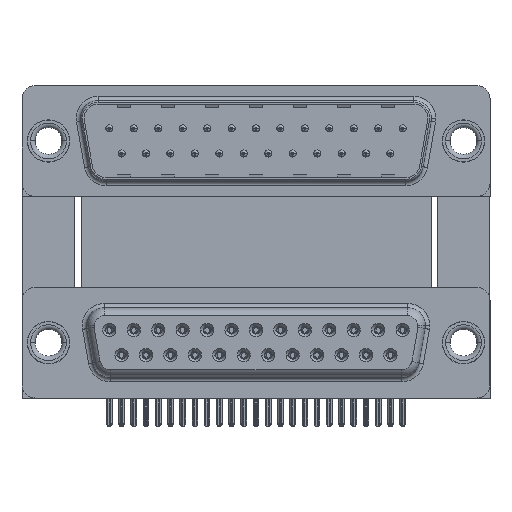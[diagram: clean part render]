
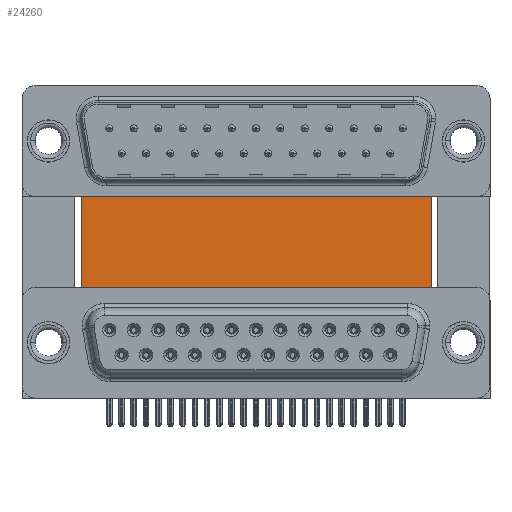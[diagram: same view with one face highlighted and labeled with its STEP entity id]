
A CAD part, top view. The second image highlights one B-rep face of the part: STEP entity #24260.
In plain terms, the highlighted planar face has unit normal (0, 0, 1).
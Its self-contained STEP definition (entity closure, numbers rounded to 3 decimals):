
#1527 = LINE ( 'NONE', #38391, #42583 ) ;
#3935 = EDGE_CURVE ( 'NONE', #26279, #42668, #4128, .T. ) ;
#4128 = LINE ( 'NONE', #15400, #24513 ) ;
#4162 = EDGE_CURVE ( 'NONE', #30296, #35101, #15911, .T. ) ;
#4756 = VECTOR ( 'NONE', #5942, 1000. ) ;
#5942 = DIRECTION ( 'NONE',  ( 1., 0., 0. ) ) ;
#7555 = PLANE ( 'NONE',  #41074 ) ;
#8076 = DIRECTION ( 'NONE',  ( -1., 0., 0. ) ) ;
#14017 = EDGE_CURVE ( 'NONE', #30296, #26279, #49456, .T. ) ;
#15400 = CARTESIAN_POINT ( 'NONE',  ( 43.43, 16.585, -12. ) ) ;
#15911 = LINE ( 'NONE', #32080, #27079 ) ;
#17644 = DIRECTION ( 'NONE',  ( 0., -1., 0. ) ) ;
#19396 = ORIENTED_EDGE ( 'NONE', *, *, #36995, .T. ) ;
#24260 = ADVANCED_FACE ( 'NONE', ( #35653 ), #7555, .F. ) ;
#24513 = VECTOR ( 'NONE', #17644, 1000. ) ;
#25001 = ORIENTED_EDGE ( 'NONE', *, *, #4162, .T. ) ;
#25543 = CARTESIAN_POINT ( 'NONE',  ( 3.79, 16.585, -12. ) ) ;
#25800 = ORIENTED_EDGE ( 'NONE', *, *, #3935, .F. ) ;
#26218 = CARTESIAN_POINT ( 'NONE',  ( 43.43, -3.735, -12. ) ) ;
#26279 = VERTEX_POINT ( 'NONE', #36973 ) ;
#27079 = VECTOR ( 'NONE', #40327, 1000. ) ;
#30296 = VERTEX_POINT ( 'NONE', #35107 ) ;
#32080 = CARTESIAN_POINT ( 'NONE',  ( 3.79, 16.585, -12. ) ) ;
#35101 = VERTEX_POINT ( 'NONE', #46314 ) ;
#35107 = CARTESIAN_POINT ( 'NONE',  ( 3.79, 16.585, -12. ) ) ;
#35653 = FACE_OUTER_BOUND ( 'NONE', #35798, .T. ) ;
#35798 = EDGE_LOOP ( 'NONE', ( #19396, #25800, #48269, #25001 ) ) ;
#36973 = CARTESIAN_POINT ( 'NONE',  ( 43.43, 16.585, -12. ) ) ;
#36995 = EDGE_CURVE ( 'NONE', #35101, #42668, #1527, .T. ) ;
#38391 = CARTESIAN_POINT ( 'NONE',  ( 3.79, -3.735, -12. ) ) ;
#40163 = CARTESIAN_POINT ( 'NONE',  ( 3.79, 16.585, -12. ) ) ;
#40327 = DIRECTION ( 'NONE',  ( 0., -1., 0. ) ) ;
#41074 = AXIS2_PLACEMENT_3D ( 'NONE', #40163, #48662, #8076 ) ;
#42112 = DIRECTION ( 'NONE',  ( 1., 0., 0. ) ) ;
#42583 = VECTOR ( 'NONE', #42112, 1000. ) ;
#42668 = VERTEX_POINT ( 'NONE', #26218 ) ;
#46314 = CARTESIAN_POINT ( 'NONE',  ( 3.79, -3.735, -12. ) ) ;
#48269 = ORIENTED_EDGE ( 'NONE', *, *, #14017, .F. ) ;
#48662 = DIRECTION ( 'NONE',  ( 0., 0., -1. ) ) ;
#49456 = LINE ( 'NONE', #25543, #4756 ) ;
